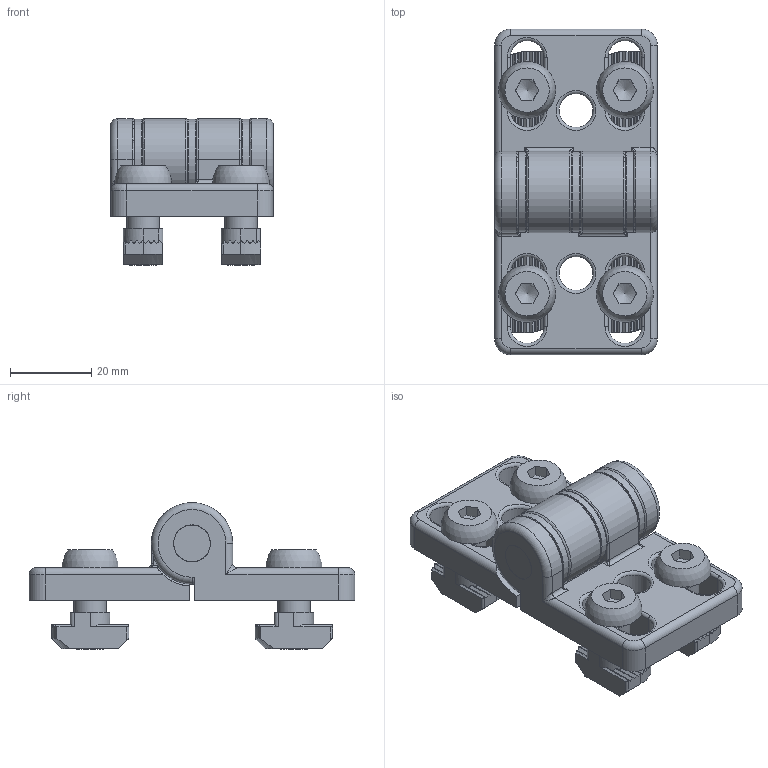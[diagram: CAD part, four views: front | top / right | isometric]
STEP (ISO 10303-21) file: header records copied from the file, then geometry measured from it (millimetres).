
FILE_DESCRIPTION(('STEP AP203'),'1');
FILE_NAME('SAFE10B1068.stp','2023-10-19T15:36:20',(' '),(' '),'Spatial InterOp 3D',' ',' ');
FILE_SCHEMA(('CONFIG_CONTROL_DESIGN'));
Length unit declared in the file: millimetre
Products named in the file (11): Kit de fixation - EcrouForceVsLigne; Vis BHC - M8x20; Ecrou tête rectangulaire 10 M8; Charnière 8 40 Zn avec ergot, noir; Axe_Charnière_Simple
Assembly tree (14 placements, depth 5):
  Charnière 8 40 Zn avec ergot, noir
    Kit de fixation - EcrouForceVsLigne  x4
      Vis BHC - M8x20
      Ecrou tête rectangulaire 10 M8
    Charnière 8 40 Zn avec ergot, noir
      Charnière 8 40 Zn avec ergot, noir
        Charnière 8 40 Zn avec ergot, noir
        Charnière 8 40 Zn avec ergot, noir
        Charnière 8 40 Zn avec ergot, noir
      Charnière 8 40 Zn avec ergot, noir
        Axe_Charnière_Simple
        Charnière 8 40 Zn avec ergot, noir
          Charnière 8 40 Zn avec ergot, noir
          Charnière 8 40 Zn avec ergot, noir
          Charnière 8 40 Zn avec ergot, noir
Bounding box: 40 x 80 x 36 mm (x, y, z)
Volume: 39606.1 mm3; surface area: 24715.5 mm2
Topology: 15 solids, 15 shells, 547 faces, 1459 edges, 942 vertices
Faces by surface type: plane 364, cylinder 119, torus 34, bspline 16, cone 10, sphere 4
Full cylindrical faces by diameter (mm): 6.8 x4, 7.9 x4, 8 x8, 8.3 x6, 9 x1, 19.7 x4
Entity records: 8024 total; most frequent: CARTESIAN_POINT 1597, DIRECTION 974, ORIENTED_EDGE 904, EDGE_CURVE 452, AXIS2_PLACEMENT_3D 361, VERTEX_POINT 300, LINE 252, VECTOR 252
